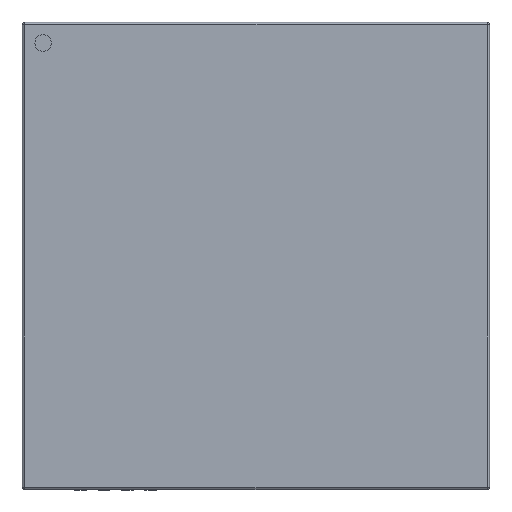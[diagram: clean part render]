
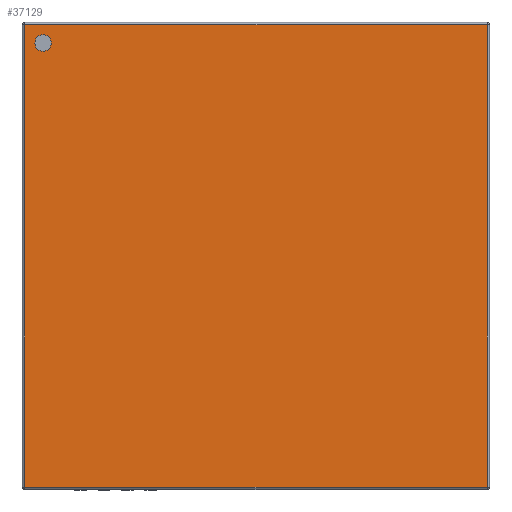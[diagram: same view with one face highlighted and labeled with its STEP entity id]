
A CAD part, top view. The second image highlights one B-rep face of the part: STEP entity #37129.
In plain terms, the highlighted planar face has unit normal (0, 0, 1).
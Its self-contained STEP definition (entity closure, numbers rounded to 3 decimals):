
#8158 = CYLINDRICAL_SURFACE('',#8159,0.05);
#8159 = AXIS2_PLACEMENT_3D('',#8160,#8161,#8162);
#8160 = CARTESIAN_POINT('',(-4.99,-4.94,0.83));
#8161 = DIRECTION('',(1.,0.,0.));
#8162 = DIRECTION('',(0.,-1.,0.));
#31724 = VERTEX_POINT('',#31725);
#31725 = CARTESIAN_POINT('',(-4.94,-4.94,0.88));
#31747 = EDGE_CURVE('',#31724,#31748,#31750,.T.);
#31748 = VERTEX_POINT('',#31749);
#31749 = CARTESIAN_POINT('',(4.94,-4.94,0.88));
#31750 = SURFACE_CURVE('',#31751,(#31755,#31762),.PCURVE_S1.);
#31751 = LINE('',#31752,#31753);
#31752 = CARTESIAN_POINT('',(-4.99,-4.94,0.88));
#31753 = VECTOR('',#31754,1.);
#31754 = DIRECTION('',(1.,0.,0.));
#31755 = PCURVE('',#8158,#31756);
#31756 = DEFINITIONAL_REPRESENTATION('',(#31757),#31761);
#31757 = LINE('',#31758,#31759);
#31758 = CARTESIAN_POINT('',(-1.571,0.));
#31759 = VECTOR('',#31760,1.);
#31760 = DIRECTION('',(-0.,1.));
#31761 = ( GEOMETRIC_REPRESENTATION_CONTEXT(2) 
PARAMETRIC_REPRESENTATION_CONTEXT() REPRESENTATION_CONTEXT('2D SPACE',''
  ) );
#31762 = PCURVE('',#31763,#31768);
#31763 = PLANE('',#31764);
#31764 = AXIS2_PLACEMENT_3D('',#31765,#31766,#31767);
#31765 = CARTESIAN_POINT('',(-4.99,-4.99,0.88));
#31766 = DIRECTION('',(0.,0.,1.));
#31767 = DIRECTION('',(1.,0.,0.));
#31768 = DEFINITIONAL_REPRESENTATION('',(#31769),#31773);
#31769 = LINE('',#31770,#31771);
#31770 = CARTESIAN_POINT('',(0.,0.05));
#31771 = VECTOR('',#31772,1.);
#31772 = DIRECTION('',(1.,0.));
#31773 = ( GEOMETRIC_REPRESENTATION_CONTEXT(2) 
PARAMETRIC_REPRESENTATION_CONTEXT() REPRESENTATION_CONTEXT('2D SPACE',''
  ) );
#32320 = CYLINDRICAL_SURFACE('',#32321,0.05);
#32321 = AXIS2_PLACEMENT_3D('',#32322,#32323,#32324);
#32322 = CARTESIAN_POINT('',(-4.94,4.94,0.83));
#32323 = DIRECTION('',(-0.,-1.,-0.));
#32324 = DIRECTION('',(-1.,0.,0.));
#34267 = CYLINDRICAL_SURFACE('',#34268,0.05);
#34268 = AXIS2_PLACEMENT_3D('',#34269,#34270,#34271);
#34269 = CARTESIAN_POINT('',(-4.99,4.94,0.83));
#34270 = DIRECTION('',(1.,0.,0.));
#34271 = DIRECTION('',(0.,1.,0.));
#35083 = CYLINDRICAL_SURFACE('',#35084,0.05);
#35084 = AXIS2_PLACEMENT_3D('',#35085,#35086,#35087);
#35085 = CARTESIAN_POINT('',(4.94,-4.94,0.83));
#35086 = DIRECTION('',(0.,1.,0.));
#35087 = DIRECTION('',(0.,0.,1.));
#37129 = ADVANCED_FACE('',(#37130,#37200),#31763,.T.);
#37130 = FACE_BOUND('',#37131,.T.);
#37131 = EDGE_LOOP('',(#37132,#37133,#37156,#37179));
#37132 = ORIENTED_EDGE('',*,*,#31747,.T.);
#37133 = ORIENTED_EDGE('',*,*,#37134,.T.);
#37134 = EDGE_CURVE('',#31748,#37135,#37137,.T.);
#37135 = VERTEX_POINT('',#37136);
#37136 = CARTESIAN_POINT('',(4.94,4.94,0.88));
#37137 = SURFACE_CURVE('',#37138,(#37142,#37149),.PCURVE_S1.);
#37138 = LINE('',#37139,#37140);
#37139 = CARTESIAN_POINT('',(4.94,-4.94,0.88));
#37140 = VECTOR('',#37141,1.);
#37141 = DIRECTION('',(0.,1.,0.));
#37142 = PCURVE('',#31763,#37143);
#37143 = DEFINITIONAL_REPRESENTATION('',(#37144),#37148);
#37144 = LINE('',#37145,#37146);
#37145 = CARTESIAN_POINT('',(9.93,0.05));
#37146 = VECTOR('',#37147,1.);
#37147 = DIRECTION('',(0.,1.));
#37148 = ( GEOMETRIC_REPRESENTATION_CONTEXT(2) 
PARAMETRIC_REPRESENTATION_CONTEXT() REPRESENTATION_CONTEXT('2D SPACE',''
  ) );
#37149 = PCURVE('',#35083,#37150);
#37150 = DEFINITIONAL_REPRESENTATION('',(#37151),#37155);
#37151 = LINE('',#37152,#37153);
#37152 = CARTESIAN_POINT('',(0.,0.));
#37153 = VECTOR('',#37154,1.);
#37154 = DIRECTION('',(0.,1.));
#37155 = ( GEOMETRIC_REPRESENTATION_CONTEXT(2) 
PARAMETRIC_REPRESENTATION_CONTEXT() REPRESENTATION_CONTEXT('2D SPACE',''
  ) );
#37156 = ORIENTED_EDGE('',*,*,#37157,.F.);
#37157 = EDGE_CURVE('',#37158,#37135,#37160,.T.);
#37158 = VERTEX_POINT('',#37159);
#37159 = CARTESIAN_POINT('',(-4.94,4.94,0.88));
#37160 = SURFACE_CURVE('',#37161,(#37165,#37172),.PCURVE_S1.);
#37161 = LINE('',#37162,#37163);
#37162 = CARTESIAN_POINT('',(-4.99,4.94,0.88));
#37163 = VECTOR('',#37164,1.);
#37164 = DIRECTION('',(1.,0.,0.));
#37165 = PCURVE('',#31763,#37166);
#37166 = DEFINITIONAL_REPRESENTATION('',(#37167),#37171);
#37167 = LINE('',#37168,#37169);
#37168 = CARTESIAN_POINT('',(0.,9.93));
#37169 = VECTOR('',#37170,1.);
#37170 = DIRECTION('',(1.,0.));
#37171 = ( GEOMETRIC_REPRESENTATION_CONTEXT(2) 
PARAMETRIC_REPRESENTATION_CONTEXT() REPRESENTATION_CONTEXT('2D SPACE',''
  ) );
#37172 = PCURVE('',#34267,#37173);
#37173 = DEFINITIONAL_REPRESENTATION('',(#37174),#37178);
#37174 = LINE('',#37175,#37176);
#37175 = CARTESIAN_POINT('',(1.571,0.));
#37176 = VECTOR('',#37177,1.);
#37177 = DIRECTION('',(0.,1.));
#37178 = ( GEOMETRIC_REPRESENTATION_CONTEXT(2) 
PARAMETRIC_REPRESENTATION_CONTEXT() REPRESENTATION_CONTEXT('2D SPACE',''
  ) );
#37179 = ORIENTED_EDGE('',*,*,#37180,.T.);
#37180 = EDGE_CURVE('',#37158,#31724,#37181,.T.);
#37181 = SURFACE_CURVE('',#37182,(#37186,#37193),.PCURVE_S1.);
#37182 = LINE('',#37183,#37184);
#37183 = CARTESIAN_POINT('',(-4.94,4.94,0.88));
#37184 = VECTOR('',#37185,1.);
#37185 = DIRECTION('',(-0.,-1.,-0.));
#37186 = PCURVE('',#31763,#37187);
#37187 = DEFINITIONAL_REPRESENTATION('',(#37188),#37192);
#37188 = LINE('',#37189,#37190);
#37189 = CARTESIAN_POINT('',(0.05,9.93));
#37190 = VECTOR('',#37191,1.);
#37191 = DIRECTION('',(-0.,-1.));
#37192 = ( GEOMETRIC_REPRESENTATION_CONTEXT(2) 
PARAMETRIC_REPRESENTATION_CONTEXT() REPRESENTATION_CONTEXT('2D SPACE',''
  ) );
#37193 = PCURVE('',#32320,#37194);
#37194 = DEFINITIONAL_REPRESENTATION('',(#37195),#37199);
#37195 = LINE('',#37196,#37197);
#37196 = CARTESIAN_POINT('',(-1.571,0.));
#37197 = VECTOR('',#37198,1.);
#37198 = DIRECTION('',(-0.,1.));
#37199 = ( GEOMETRIC_REPRESENTATION_CONTEXT(2) 
PARAMETRIC_REPRESENTATION_CONTEXT() REPRESENTATION_CONTEXT('2D SPACE',''
  ) );
#37200 = FACE_BOUND('',#37201,.T.);
#37201 = EDGE_LOOP('',(#37202));
#37202 = ORIENTED_EDGE('',*,*,#37203,.F.);
#37203 = EDGE_CURVE('',#37204,#37204,#37206,.T.);
#37204 = VERTEX_POINT('',#37205);
#37205 = CARTESIAN_POINT('',(-4.375,-4.55,0.88));
#37206 = SURFACE_CURVE('',#37207,(#37212,#37219),.PCURVE_S1.);
#37207 = CIRCLE('',#37208,0.175);
#37208 = AXIS2_PLACEMENT_3D('',#37209,#37210,#37211);
#37209 = CARTESIAN_POINT('',(-4.55,-4.55,0.88));
#37210 = DIRECTION('',(0.,0.,1.));
#37211 = DIRECTION('',(1.,0.,0.));
#37212 = PCURVE('',#31763,#37213);
#37213 = DEFINITIONAL_REPRESENTATION('',(#37214),#37218);
#37214 = CIRCLE('',#37215,0.175);
#37215 = AXIS2_PLACEMENT_2D('',#37216,#37217);
#37216 = CARTESIAN_POINT('',(0.44,0.44));
#37217 = DIRECTION('',(1.,0.));
#37218 = ( GEOMETRIC_REPRESENTATION_CONTEXT(2) 
PARAMETRIC_REPRESENTATION_CONTEXT() REPRESENTATION_CONTEXT('2D SPACE',''
  ) );
#37219 = PCURVE('',#37220,#37225);
#37220 = CYLINDRICAL_SURFACE('',#37221,0.175);
#37221 = AXIS2_PLACEMENT_3D('',#37222,#37223,#37224);
#37222 = CARTESIAN_POINT('',(-4.55,-4.55,0.88));
#37223 = DIRECTION('',(-0.,-0.,-1.));
#37224 = DIRECTION('',(1.,0.,0.));
#37225 = DEFINITIONAL_REPRESENTATION('',(#37226),#37230);
#37226 = LINE('',#37227,#37228);
#37227 = CARTESIAN_POINT('',(-0.,0.));
#37228 = VECTOR('',#37229,1.);
#37229 = DIRECTION('',(-1.,0.));
#37230 = ( GEOMETRIC_REPRESENTATION_CONTEXT(2) 
PARAMETRIC_REPRESENTATION_CONTEXT() REPRESENTATION_CONTEXT('2D SPACE',''
  ) );
